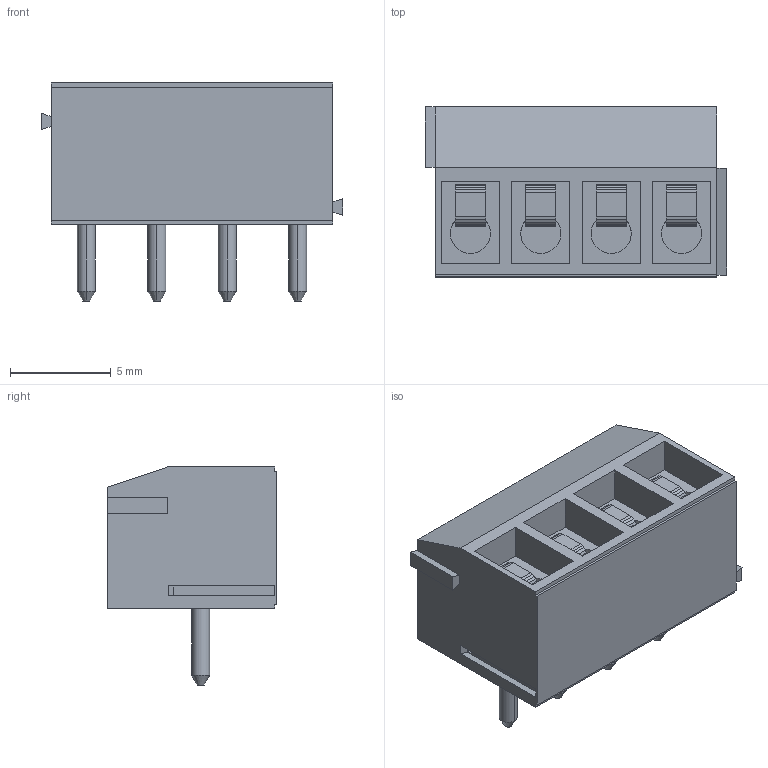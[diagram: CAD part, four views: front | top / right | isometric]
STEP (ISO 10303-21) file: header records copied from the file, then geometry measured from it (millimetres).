
FILE_DESCRIPTION(('STEP AP214'),'1');
FILE_NAME('terminal_blocks_a-tb350-tf04.stp','2016-06-22T22:06:22',('TraceParts'),('TraceParts S.A.'),'Spatial InterOp 3D',' ',' ');
FILE_SCHEMA(('automotive_design'));
Length unit declared in the file: millimetre
Products named in the file (1): 1
Bounding box: 14.99 x 8.45 x 10.84 mm (x, y, z)
Volume: 620.4 mm3; surface area: 1034 mm2
Topology: 1 solids, 1 shells, 227 faces, 641 edges, 424 vertices
Faces by surface type: plane 187, cylinder 32, cone 8
Entity records: 9163 total; most frequent: CARTESIAN_POINT 1293, ORIENTED_EDGE 1282, DIRECTION 1201, EDGE_CURVE 641, LINE 537, VECTOR 537, VERTEX_POINT 424, AXIS2_PLACEMENT_3D 332
